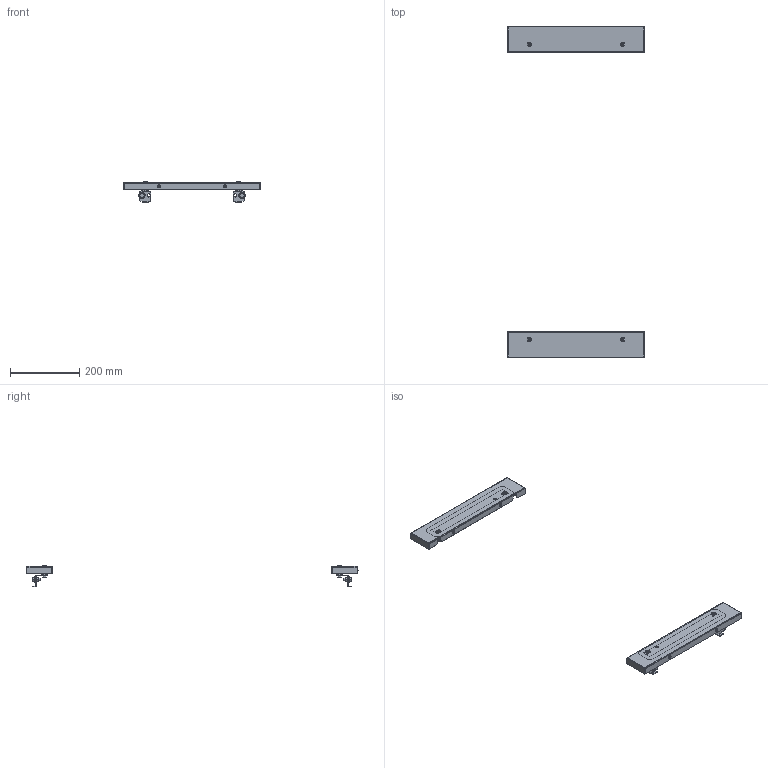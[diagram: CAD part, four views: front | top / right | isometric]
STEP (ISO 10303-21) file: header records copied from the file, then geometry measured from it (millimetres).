
FILE_DESCRIPTION (( 'STEP AP203' ), '1' );
FILE_NAME ('R5CPFE4100.00.step', '2013-11-12T07:32:33', ( 'User' ), ( 'DKC' ), 'SwSTEP 2.0', 'SolidWorks 2012', '' );
FILE_SCHEMA (( 'CONFIG_CONTROL_DESIGN' ));
Length unit declared in the file: millimetre
Products named in the file (14): QE02C172_Piegato; A5100043_A5100043; AC00C061_AC00C061; QE02T172G; Guarnizione CPFE_Guarnizione CPFE 400x100; AC00C112; AC00C548; AC00C172_AC00C172; A0200018; A1100001_A1100001; A0400005_A0400005; A3300003_A3300003; Assieme8^R5CPFE4100.00; R5CPFE4100.00
Assembly tree (40 placements, depth 4):
  R5CPFE4100.00
    QE02T172G
      QE02C172_Piegato
      A5100043_A5100043
      AC00C061_AC00C061
    Guarnizione CPFE_Guarnizione CPFE 400x100
    AC00C112  x4
    AC00C548  x2
    AC00C172_AC00C172  x2
    A0200018  x2
    A1100001_A1100001  x2
    A0400005_A0400005  x2
    A3300003_A3300003  x2
    Assieme8^R5CPFE4100.00
      QE02T172G
        QE02C172_Piegato
        A5100043_A5100043
        AC00C061_AC00C061
      Guarnizione CPFE_Guarnizione CPFE 400x100
      AC00C112  x4
      AC00C548  x2
      AC00C172_AC00C172  x2
      A0200018  x2
      A1100001_A1100001  x2
      A0400005_A0400005  x2
      A3300003_A3300003  x2
Bounding box: 394 x 956 x 61.86 mm (x, y, z)
Volume: 286204.3 mm3; surface area: 277969.5 mm2
Topology: 44 solids, 44 shells, 1704 faces, 4186 edges, 2596 vertices
Faces by surface type: plane 954, cone 332, cylinder 330, torus 80, sphere 8
Entity records: 16740 total; most frequent: CARTESIAN_POINT 2763, DIRECTION 2630, ORIENTED_EDGE 2348, EDGE_CURVE 1174, AXIS2_PLACEMENT_3D 983, VERTEX_POINT 722, LINE 664, VECTOR 664
